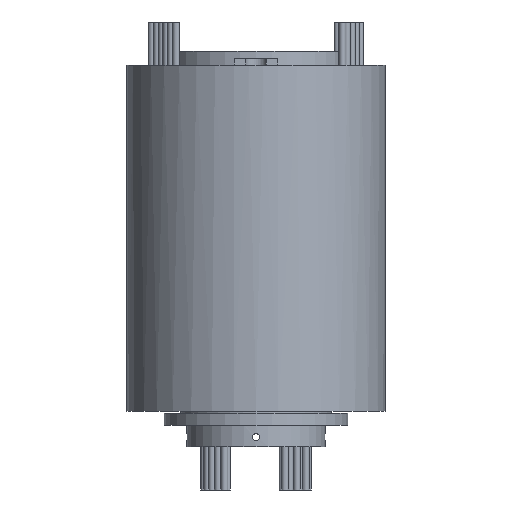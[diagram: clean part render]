
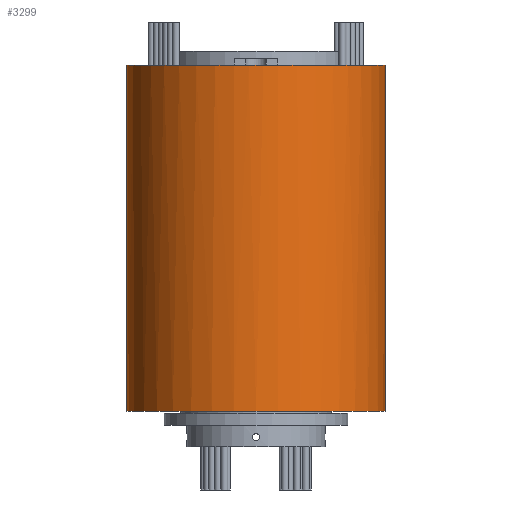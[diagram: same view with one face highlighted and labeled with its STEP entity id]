
A CAD part, front view. The second image highlights one B-rep face of the part: STEP entity #3299.
In plain terms, the highlighted cylindrical face has radius 60 mm (diameter 120 mm), a partial arc.
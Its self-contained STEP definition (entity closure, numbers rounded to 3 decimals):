
#86 = CARTESIAN_POINT ( 'NONE',  ( 0., 0., 177. ) ) ;
#321 = CARTESIAN_POINT ( 'NONE',  ( 0., 0., 16.5 ) ) ;
#478 = EDGE_CURVE ( 'NONE', #6508, #4894, #1951, .T. ) ;
#530 = AXIS2_PLACEMENT_3D ( 'NONE', #3178, #1083, #4241 ) ;
#609 = CARTESIAN_POINT ( 'NONE',  ( -60., 0., 16.5 ) ) ;
#613 = DIRECTION ( 'NONE',  ( 1., 0., 0. ) ) ;
#660 = ORIENTED_EDGE ( 'NONE', *, *, #4117, .F. ) ;
#776 = ORIENTED_EDGE ( 'NONE', *, *, #3383, .F. ) ;
#851 = EDGE_CURVE ( 'NONE', #4531, #6508, #2265, .T. ) ;
#853 = DIRECTION ( 'NONE',  ( 1., 0., 0. ) ) ;
#878 = VECTOR ( 'NONE', #3482, 1000. ) ;
#934 = ORIENTED_EDGE ( 'NONE', *, *, #3324, .F. ) ;
#1083 = DIRECTION ( 'NONE',  ( 0., 0., -1. ) ) ;
#1242 = AXIS2_PLACEMENT_3D ( 'NONE', #86, #3779, #613 ) ;
#1600 = VERTEX_POINT ( 'NONE', #3314 ) ;
#1689 = CARTESIAN_POINT ( 'NONE',  ( 10., -59.161, 177. ) ) ;
#1878 = CIRCLE ( 'NONE', #4915, 60. ) ;
#1951 = CIRCLE ( 'NONE', #3809, 60. ) ;
#2029 = CARTESIAN_POINT ( 'NONE',  ( 60., 0., 177. ) ) ;
#2120 = VECTOR ( 'NONE', #3744, 1000. ) ;
#2265 = LINE ( 'NONE', #2948, #878 ) ;
#2382 = EDGE_LOOP ( 'NONE', ( #660, #776, #4198, #934, #5243, #5860 ) ) ;
#2430 = LINE ( 'NONE', #3218, #2120 ) ;
#2535 = DIRECTION ( 'NONE',  ( 0., 0., 1. ) ) ;
#2683 = DIRECTION ( 'NONE',  ( 0., 0., 1. ) ) ;
#2787 = CIRCLE ( 'NONE', #4229, 60. ) ;
#2948 = CARTESIAN_POINT ( 'NONE',  ( -60., 0., 177. ) ) ;
#3137 = CIRCLE ( 'NONE', #1242, 60. ) ;
#3178 = CARTESIAN_POINT ( 'NONE',  ( 0., 0., 177. ) ) ;
#3218 = CARTESIAN_POINT ( 'NONE',  ( 60., 0., 177. ) ) ;
#3299 = ADVANCED_FACE ( 'NONE', ( #3458 ), #3303, .T. ) ;
#3303 = CYLINDRICAL_SURFACE ( 'NONE', #530, 60. ) ;
#3314 = CARTESIAN_POINT ( 'NONE',  ( -10., -59.161, 177. ) ) ;
#3324 = EDGE_CURVE ( 'NONE', #4531, #1600, #1878, .T. ) ;
#3383 = EDGE_CURVE ( 'NONE', #5874, #4020, #3137, .T. ) ;
#3458 = FACE_OUTER_BOUND ( 'NONE', #2382, .T. ) ;
#3482 = DIRECTION ( 'NONE',  ( 0., 0., -1. ) ) ;
#3744 = DIRECTION ( 'NONE',  ( 0., 0., -1. ) ) ;
#3779 = DIRECTION ( 'NONE',  ( 0., 0., 1. ) ) ;
#3809 = AXIS2_PLACEMENT_3D ( 'NONE', #321, #4018, #853 ) ;
#3973 = EDGE_CURVE ( 'NONE', #1600, #5874, #2787, .T. ) ;
#4008 = CARTESIAN_POINT ( 'NONE',  ( 60., 0., 16.5 ) ) ;
#4018 = DIRECTION ( 'NONE',  ( 0., 0., 1. ) ) ;
#4020 = VERTEX_POINT ( 'NONE', #2029 ) ;
#4117 = EDGE_CURVE ( 'NONE', #4020, #4894, #2430, .T. ) ;
#4198 = ORIENTED_EDGE ( 'NONE', *, *, #3973, .F. ) ;
#4229 = AXIS2_PLACEMENT_3D ( 'NONE', #5725, #2535, #6249 ) ;
#4241 = DIRECTION ( 'NONE',  ( -1., 0., 0. ) ) ;
#4531 = VERTEX_POINT ( 'NONE', #6794 ) ;
#4894 = VERTEX_POINT ( 'NONE', #4008 ) ;
#4915 = AXIS2_PLACEMENT_3D ( 'NONE', #5873, #2683, #6397 ) ;
#5243 = ORIENTED_EDGE ( 'NONE', *, *, #851, .T. ) ;
#5725 = CARTESIAN_POINT ( 'NONE',  ( 0., 0., 177. ) ) ;
#5860 = ORIENTED_EDGE ( 'NONE', *, *, #478, .T. ) ;
#5873 = CARTESIAN_POINT ( 'NONE',  ( 0., 0., 177. ) ) ;
#5874 = VERTEX_POINT ( 'NONE', #1689 ) ;
#6249 = DIRECTION ( 'NONE',  ( 1., 0., 0. ) ) ;
#6397 = DIRECTION ( 'NONE',  ( 1., 0., 0. ) ) ;
#6508 = VERTEX_POINT ( 'NONE', #609 ) ;
#6794 = CARTESIAN_POINT ( 'NONE',  ( -60., 0., 177. ) ) ;
